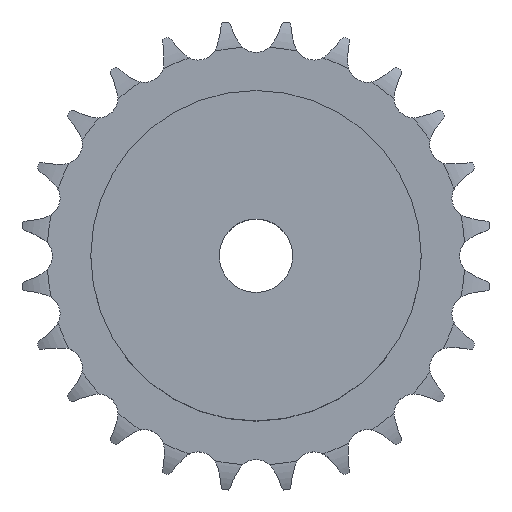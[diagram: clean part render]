
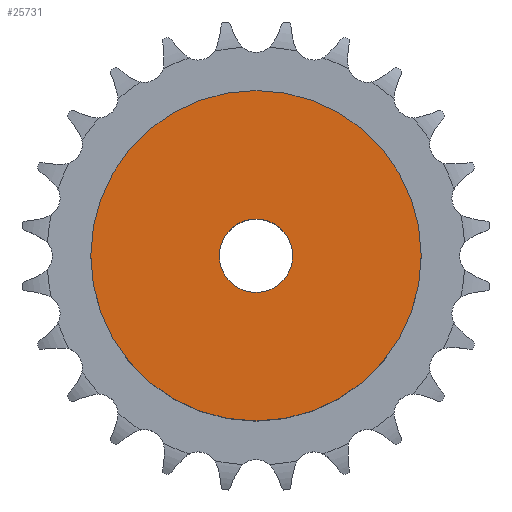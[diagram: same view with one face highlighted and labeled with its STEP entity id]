
A CAD part, top view. The second image highlights one B-rep face of the part: STEP entity #25731.
In plain terms, the highlighted planar face has unit normal (0, 0, 1).
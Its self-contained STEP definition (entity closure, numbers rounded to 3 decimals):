
#3273 = CYLINDRICAL_SURFACE('',#3274,27.);
#3274 = AXIS2_PLACEMENT_3D('',#3275,#3276,#3277);
#3275 = CARTESIAN_POINT('',(0.,0.,0.));
#3276 = DIRECTION('',(-0.,-0.,-1.));
#3277 = DIRECTION('',(1.,0.,0.));
#16352 = VERTEX_POINT('',#16353);
#16353 = CARTESIAN_POINT('',(27.,0.,28.));
#16374 = EDGE_CURVE('',#16352,#16352,#16375,.T.);
#16375 = SURFACE_CURVE('',#16376,(#16381,#16388),.PCURVE_S1.);
#16376 = CIRCLE('',#16377,27.);
#16377 = AXIS2_PLACEMENT_3D('',#16378,#16379,#16380);
#16378 = CARTESIAN_POINT('',(0.,0.,28.));
#16379 = DIRECTION('',(0.,0.,1.));
#16380 = DIRECTION('',(1.,0.,0.));
#16381 = PCURVE('',#3273,#16382);
#16382 = DEFINITIONAL_REPRESENTATION('',(#16383),#16387);
#16383 = LINE('',#16384,#16385);
#16384 = CARTESIAN_POINT('',(-0.,-28.));
#16385 = VECTOR('',#16386,1.);
#16386 = DIRECTION('',(-1.,0.));
#16387 = ( GEOMETRIC_REPRESENTATION_CONTEXT(2) 
PARAMETRIC_REPRESENTATION_CONTEXT() REPRESENTATION_CONTEXT('2D SPACE',''
  ) );
#16388 = PCURVE('',#16389,#16394);
#16389 = PLANE('',#16390);
#16390 = AXIS2_PLACEMENT_3D('',#16391,#16392,#16393);
#16391 = CARTESIAN_POINT('',(0.,0.,28.)
  );
#16392 = DIRECTION('',(0.,0.,1.));
#16393 = DIRECTION('',(1.,0.,0.));
#16394 = DEFINITIONAL_REPRESENTATION('',(#16395),#16399);
#16395 = CIRCLE('',#16396,27.);
#16396 = AXIS2_PLACEMENT_2D('',#16397,#16398);
#16397 = CARTESIAN_POINT('',(0.,0.));
#16398 = DIRECTION('',(1.,0.));
#16399 = ( GEOMETRIC_REPRESENTATION_CONTEXT(2) 
PARAMETRIC_REPRESENTATION_CONTEXT() REPRESENTATION_CONTEXT('2D SPACE',''
  ) );
#21833 = CYLINDRICAL_SURFACE('',#21834,6.);
#21834 = AXIS2_PLACEMENT_3D('',#21835,#21836,#21837);
#21835 = CARTESIAN_POINT('',(0.,0.,121.199));
#21836 = DIRECTION('',(0.,0.,1.));
#21837 = DIRECTION('',(1.,0.,0.));
#25731 = ADVANCED_FACE('',(#25732,#25735),#16389,.T.);
#25732 = FACE_BOUND('',#25733,.T.);
#25733 = EDGE_LOOP('',(#25734));
#25734 = ORIENTED_EDGE('',*,*,#16374,.T.);
#25735 = FACE_BOUND('',#25736,.T.);
#25736 = EDGE_LOOP('',(#25737));
#25737 = ORIENTED_EDGE('',*,*,#25738,.F.);
#25738 = EDGE_CURVE('',#25739,#25739,#25741,.T.);
#25739 = VERTEX_POINT('',#25740);
#25740 = CARTESIAN_POINT('',(6.,0.,28.));
#25741 = SURFACE_CURVE('',#25742,(#25747,#25754),.PCURVE_S1.);
#25742 = CIRCLE('',#25743,6.);
#25743 = AXIS2_PLACEMENT_3D('',#25744,#25745,#25746);
#25744 = CARTESIAN_POINT('',(0.,0.,28.));
#25745 = DIRECTION('',(0.,0.,1.));
#25746 = DIRECTION('',(1.,0.,0.));
#25747 = PCURVE('',#16389,#25748);
#25748 = DEFINITIONAL_REPRESENTATION('',(#25749),#25753);
#25749 = CIRCLE('',#25750,6.);
#25750 = AXIS2_PLACEMENT_2D('',#25751,#25752);
#25751 = CARTESIAN_POINT('',(0.,0.));
#25752 = DIRECTION('',(1.,0.));
#25753 = ( GEOMETRIC_REPRESENTATION_CONTEXT(2) 
PARAMETRIC_REPRESENTATION_CONTEXT() REPRESENTATION_CONTEXT('2D SPACE',''
  ) );
#25754 = PCURVE('',#21833,#25755);
#25755 = DEFINITIONAL_REPRESENTATION('',(#25756),#25760);
#25756 = LINE('',#25757,#25758);
#25757 = CARTESIAN_POINT('',(0.,-93.199));
#25758 = VECTOR('',#25759,1.);
#25759 = DIRECTION('',(1.,0.));
#25760 = ( GEOMETRIC_REPRESENTATION_CONTEXT(2) 
PARAMETRIC_REPRESENTATION_CONTEXT() REPRESENTATION_CONTEXT('2D SPACE',''
  ) );
